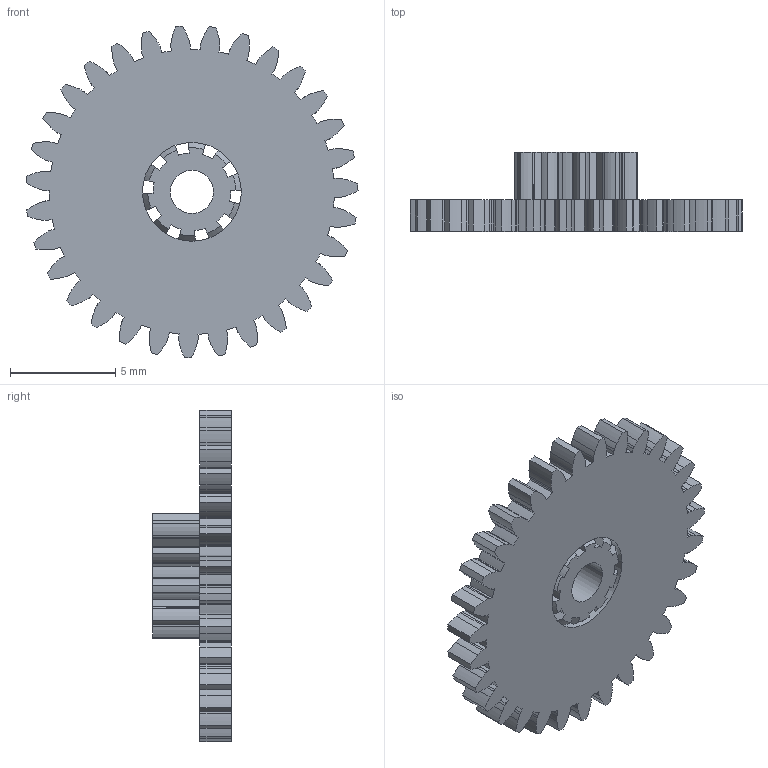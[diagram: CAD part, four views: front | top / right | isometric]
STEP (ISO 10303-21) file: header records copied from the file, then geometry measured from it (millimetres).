
FILE_DESCRIPTION((''),'2;1');
FILE_NAME('001987_E_Z31_M0_5_P_Z10_M0_5_ASM','2013-12-12T',('tecnica'),(''),'PRO/ENGINEER BY PARAMETRIC TECHNOLOGY CORPORATION, 2010280','PRO/ENGINEER BY PARAMETRIC TECHNOLOGY CORPORATION, 2010280','');
FILE_SCHEMA(('CONFIG_CONTROL_DESIGN'));
Length unit declared in the file: millimetre
Products named in the file (3): 001989_E_Z31_M0_5; 000405_Z10_M05_F-212; 001987_E_Z31_M0_5_P_Z10_M0_5_ASM
Assembly tree (2 placements, depth 2):
  001987_E_Z31_M0_5_P_Z10_M0_5_ASM
    001989_E_Z31_M0_5
    000405_Z10_M05_F-212
Bounding box: 15.79 x 3.75 x 15.79 mm (x, y, z)
Volume: 279.3 mm3; surface area: 636.5 mm2
Topology: 2 solids, 2 shells, 448 faces, 1312 edges, 868 vertices
Faces by surface type: cylinder 342, plane 96, cone 10
Entity records: 15366 total; most frequent: CARTESIAN_POINT 2893, DIRECTION 2792, ORIENTED_EDGE 2624, EDGE_CURVE 1312, AXIS2_PLACEMENT_3D 1107, VERTEX_POINT 868, CIRCLE 654, VECTOR 578
